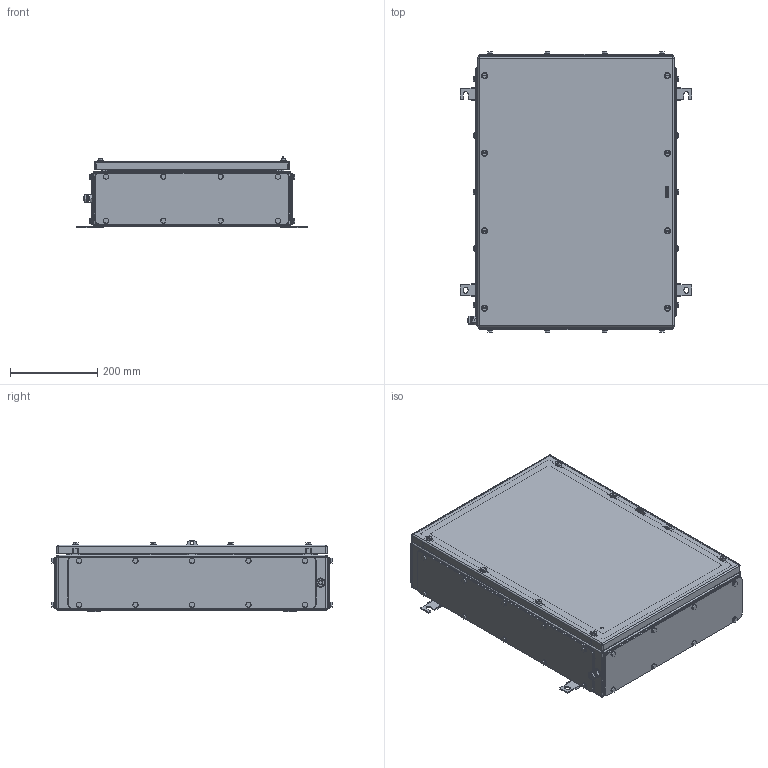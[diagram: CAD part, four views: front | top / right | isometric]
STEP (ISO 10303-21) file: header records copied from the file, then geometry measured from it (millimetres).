
FILE_DESCRIPTION(('CATIA V5 STEP Exchange','CAx-IF Rec.Pracs.--- Model Styling and Organization---1.4--- 2014-01-23'),'2;1');
FILE_NAME ('008573-6_3_1195340000_1195340000.stp','2019-09-17T07:29:53+00:00',('none'),('Weidmueller'),'CATIA Version 5-6 Release 2016 SP3 HF44','CATIA V5 STEP AP214','none');
FILE_SCHEMA(('AUTOMOTIVE_DESIGN { 1 0 10303 214 1 1 1 1 }'));
Products named in the file (1): 11953340000
Bounding box: 531 x 642 x 164.9 mm (x, y, z)
Volume: 2392138.7 mm3; surface area: 2480786.5 mm2
Topology: 128 solids, 128 shells, 3365 faces, 7844 edges, 4772 vertices
Faces by surface type: cylinder 1497, plane 1320, cone 248, torus 148, sphere 112, bspline 40
Entity records: 92650 total; most frequent: CARTESIAN_POINT 20863, ORIENTED_EDGE 15280, DIRECTION 12379, EDGE_CURVE 7640, AXIS2_PLACEMENT_3D 5606, VERTEX_POINT 4772, VECTOR 4224, LINE 4224
